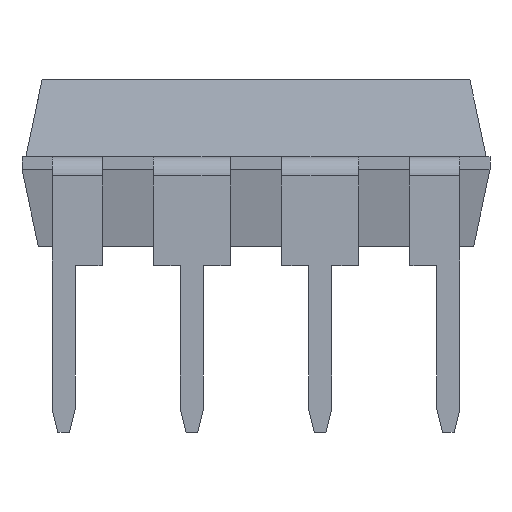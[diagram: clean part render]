
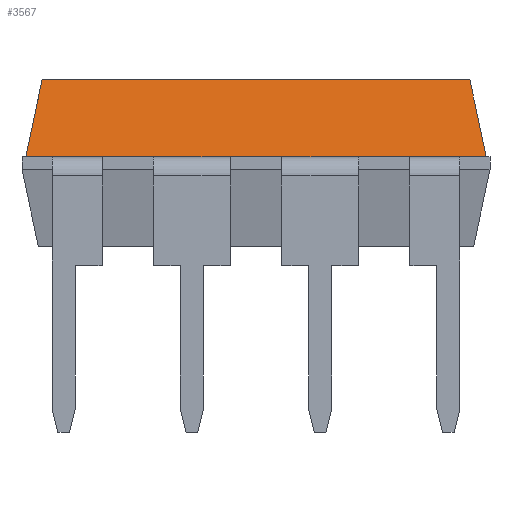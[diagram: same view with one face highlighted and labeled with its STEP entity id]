
A CAD part, left-side view. The second image highlights one B-rep face of the part: STEP entity #3567.
In plain terms, the highlighted free-form (B-spline) face has degree [1, 1] with [2, 2] control points.
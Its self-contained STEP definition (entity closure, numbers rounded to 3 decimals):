
#1556 = VERTEX_POINT('',#1557);
#1557 = CARTESIAN_POINT('',(0.71,0.75,2.157));
#1636 = VERTEX_POINT('',#1637);
#1637 = CARTESIAN_POINT('',(0.71,-7.849,2.157));
#1645 = VERTEX_POINT('',#1646);
#1646 = CARTESIAN_POINT('',(0.71,-8.37,2.157));
#1651 = EDGE_CURVE('',#1636,#1645,#1652,.T.);
#1652 = LINE('',#1653,#1654);
#1653 = CARTESIAN_POINT('',(0.71,0.75,2.157));
#1654 = VECTOR('',#1655,1.);
#1655 = DIRECTION('',(0.,-1.,0.));
#1799 = VERTEX_POINT('',#1800);
#1800 = CARTESIAN_POINT('',(0.71,-5.842,2.157));
#1808 = VERTEX_POINT('',#1809);
#1809 = CARTESIAN_POINT('',(0.71,-6.858,2.157));
#1815 = EDGE_CURVE('',#1799,#1808,#1816,.T.);
#1816 = LINE('',#1817,#1818);
#1817 = CARTESIAN_POINT('',(0.71,0.75,2.157));
#1818 = VECTOR('',#1819,1.);
#1819 = DIRECTION('',(0.,-1.,0.));
#1963 = VERTEX_POINT('',#1964);
#1964 = CARTESIAN_POINT('',(0.71,-3.302,2.157));
#1972 = VERTEX_POINT('',#1973);
#1973 = CARTESIAN_POINT('',(0.71,-4.318,2.157));
#1979 = EDGE_CURVE('',#1963,#1972,#1980,.T.);
#1980 = LINE('',#1981,#1982);
#1981 = CARTESIAN_POINT('',(0.71,0.75,2.157));
#1982 = VECTOR('',#1983,1.);
#1983 = DIRECTION('',(0.,-1.,0.));
#2127 = VERTEX_POINT('',#2128);
#2128 = CARTESIAN_POINT('',(0.71,-0.762,2.157));
#2136 = VERTEX_POINT('',#2137);
#2137 = CARTESIAN_POINT('',(0.71,-1.778,2.157));
#2143 = EDGE_CURVE('',#2127,#2136,#2144,.T.);
#2144 = LINE('',#2145,#2146);
#2145 = CARTESIAN_POINT('',(0.71,0.75,2.157));
#2146 = VECTOR('',#2147,1.);
#2147 = DIRECTION('',(0.,-1.,0.));
#2235 = VERTEX_POINT('',#2236);
#2236 = CARTESIAN_POINT('',(0.71,0.229,2.157));
#2242 = EDGE_CURVE('',#1556,#2235,#2243,.T.);
#2243 = LINE('',#2244,#2245);
#2244 = CARTESIAN_POINT('',(0.71,0.75,2.157));
#2245 = VECTOR('',#2246,1.);
#2246 = DIRECTION('',(0.,-1.,0.));
#3068 = EDGE_CURVE('',#1556,#3069,#3071,.T.);
#3069 = VERTEX_POINT('',#3070);
#3070 = CARTESIAN_POINT('',(1.034,0.426,3.68));
#3071 = B_SPLINE_CURVE_WITH_KNOTS('',1,(#3072,#3073),.UNSPECIFIED.,.F.,
  .F.,(2,2),(0.,1.),.PIECEWISE_BEZIER_KNOTS.);
#3072 = CARTESIAN_POINT('',(0.71,0.75,2.157));
#3073 = CARTESIAN_POINT('',(1.034,0.426,3.68));
#3487 = EDGE_CURVE('',#1808,#1636,#3488,.T.);
#3488 = LINE('',#3489,#3490);
#3489 = CARTESIAN_POINT('',(0.71,0.75,2.157));
#3490 = VECTOR('',#3491,1.);
#3491 = DIRECTION('',(0.,-1.,0.));
#3567 = ADVANCED_FACE('',(#3568),#3608,.T.);
#3568 = FACE_BOUND('',#3569,.T.);
#3569 = EDGE_LOOP('',(#3570,#3571,#3577,#3578,#3584,#3585,#3591,#3592,
    #3593,#3594,#3601,#3607));
#3570 = ORIENTED_EDGE('',*,*,#2242,.T.);
#3571 = ORIENTED_EDGE('',*,*,#3572,.T.);
#3572 = EDGE_CURVE('',#2235,#2127,#3573,.T.);
#3573 = LINE('',#3574,#3575);
#3574 = CARTESIAN_POINT('',(0.71,0.75,2.157));
#3575 = VECTOR('',#3576,1.);
#3576 = DIRECTION('',(0.,-1.,0.));
#3577 = ORIENTED_EDGE('',*,*,#2143,.T.);
#3578 = ORIENTED_EDGE('',*,*,#3579,.T.);
#3579 = EDGE_CURVE('',#2136,#1963,#3580,.T.);
#3580 = LINE('',#3581,#3582);
#3581 = CARTESIAN_POINT('',(0.71,0.75,2.157));
#3582 = VECTOR('',#3583,1.);
#3583 = DIRECTION('',(0.,-1.,0.));
#3584 = ORIENTED_EDGE('',*,*,#1979,.T.);
#3585 = ORIENTED_EDGE('',*,*,#3586,.T.);
#3586 = EDGE_CURVE('',#1972,#1799,#3587,.T.);
#3587 = LINE('',#3588,#3589);
#3588 = CARTESIAN_POINT('',(0.71,0.75,2.157));
#3589 = VECTOR('',#3590,1.);
#3590 = DIRECTION('',(0.,-1.,0.));
#3591 = ORIENTED_EDGE('',*,*,#1815,.T.);
#3592 = ORIENTED_EDGE('',*,*,#3487,.T.);
#3593 = ORIENTED_EDGE('',*,*,#1651,.T.);
#3594 = ORIENTED_EDGE('',*,*,#3595,.T.);
#3595 = EDGE_CURVE('',#1645,#3596,#3598,.T.);
#3596 = VERTEX_POINT('',#3597);
#3597 = CARTESIAN_POINT('',(1.034,-8.046,3.68));
#3598 = B_SPLINE_CURVE_WITH_KNOTS('',1,(#3599,#3600),.UNSPECIFIED.,.F.,
  .F.,(2,2),(0.,1.),.PIECEWISE_BEZIER_KNOTS.);
#3599 = CARTESIAN_POINT('',(0.71,-8.37,2.157));
#3600 = CARTESIAN_POINT('',(1.034,-8.046,3.68));
#3601 = ORIENTED_EDGE('',*,*,#3602,.F.);
#3602 = EDGE_CURVE('',#3069,#3596,#3603,.T.);
#3603 = LINE('',#3604,#3605);
#3604 = CARTESIAN_POINT('',(1.034,0.426,3.68));
#3605 = VECTOR('',#3606,1.);
#3606 = DIRECTION('',(0.,-1.,0.));
#3607 = ORIENTED_EDGE('',*,*,#3068,.F.);
#3608 = B_SPLINE_SURFACE_WITH_KNOTS('',1,1,(
    (#3609,#3610)
    ,(#3611,#3612
    )),.UNSPECIFIED.,.F.,.F.,.F.,(2,2),(2,2),(0.,9.12),(0.,1.),
  .PIECEWISE_BEZIER_KNOTS.);
#3609 = CARTESIAN_POINT('',(0.71,0.75,2.157));
#3610 = CARTESIAN_POINT('',(1.034,0.426,3.68));
#3611 = CARTESIAN_POINT('',(0.71,-8.37,2.157));
#3612 = CARTESIAN_POINT('',(1.034,-8.046,3.68));
